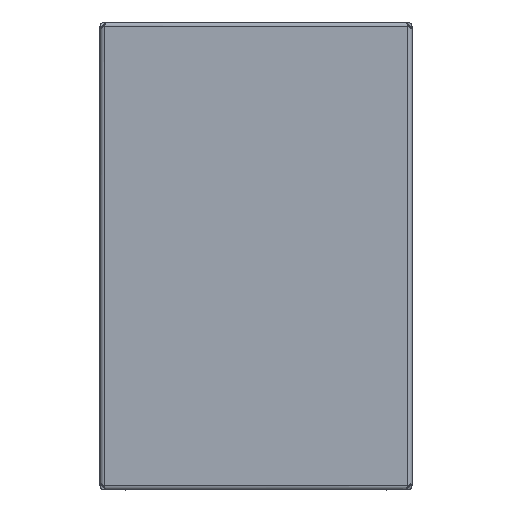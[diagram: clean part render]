
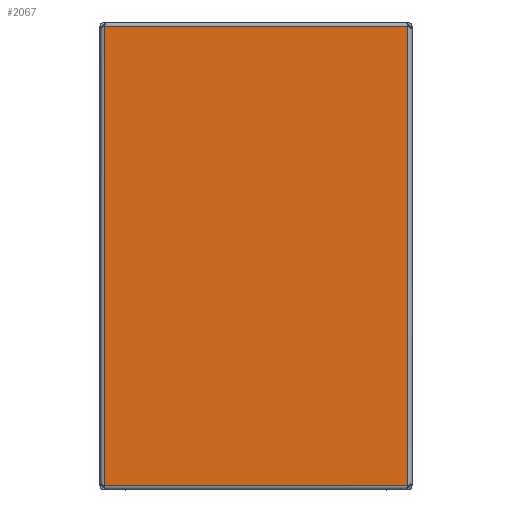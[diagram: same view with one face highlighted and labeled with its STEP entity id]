
A CAD part, front view. The second image highlights one B-rep face of the part: STEP entity #2067.
In plain terms, the highlighted planar face has unit normal (0, -1, 0).
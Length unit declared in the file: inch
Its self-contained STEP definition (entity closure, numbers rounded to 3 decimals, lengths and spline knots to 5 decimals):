
#339 = VECTOR ( 'NONE', #8866, 39.37008 ) ;
#410 = EDGE_LOOP ( 'NONE', ( #3473, #2990, #4653, #2071 ) ) ;
#710 = EDGE_CURVE ( 'NONE', #4411, #7809, #1321, .T. ) ;
#1264 = VERTEX_POINT ( 'NONE', #2266 ) ;
#1274 = VECTOR ( 'NONE', #2183, 39.37008 ) ;
#1321 = LINE ( 'NONE', #2051, #4415 ) ;
#1585 = EDGE_CURVE ( 'NONE', #1264, #4411, #6082, .T. ) ;
#1716 = DIRECTION ( 'NONE',  ( 0., -1., 0. ) ) ;
#2051 = CARTESIAN_POINT ( 'NONE',  ( 5.83352, 0., 0. ) ) ;
#2067 = ADVANCED_FACE ( 'NONE', ( #8369 ), #3089, .T. ) ;
#2071 = ORIENTED_EDGE ( 'NONE', *, *, #4633, .T. ) ;
#2183 = DIRECTION ( 'NONE',  ( 0., 0., -1. ) ) ;
#2266 = CARTESIAN_POINT ( 'NONE',  ( -5.83352, 0., -18.66504 ) ) ;
#2373 = CARTESIAN_POINT ( 'NONE',  ( -5.83352, 0., -0.99806 ) ) ;
#2374 = EDGE_CURVE ( 'NONE', #7628, #1264, #7027, .T. ) ;
#2849 = DIRECTION ( 'NONE',  ( 0., 0., -1. ) ) ;
#2990 = ORIENTED_EDGE ( 'NONE', *, *, #1585, .T. ) ;
#3089 = PLANE ( 'NONE',  #6549 ) ;
#3473 = ORIENTED_EDGE ( 'NONE', *, *, #2374, .T. ) ;
#4062 = CARTESIAN_POINT ( 'NONE',  ( -14.9548, 0., -0.99806 ) ) ;
#4411 = VERTEX_POINT ( 'NONE', #8082 ) ;
#4415 = VECTOR ( 'NONE', #6938, 39.37008 ) ;
#4633 = EDGE_CURVE ( 'NONE', #7809, #7628, #5420, .T. ) ;
#4653 = ORIENTED_EDGE ( 'NONE', *, *, #710, .T. ) ;
#4950 = CARTESIAN_POINT ( 'NONE',  ( -14.9548, 0., 0. ) ) ;
#5420 = LINE ( 'NONE', #4062, #7713 ) ;
#6082 = LINE ( 'NONE', #6184, #339 ) ;
#6184 = CARTESIAN_POINT ( 'NONE',  ( -14.9548, 0., -18.66504 ) ) ;
#6549 = AXIS2_PLACEMENT_3D ( 'NONE', #4950, #1716, #2849 ) ;
#6938 = DIRECTION ( 'NONE',  ( 0., 0., 1. ) ) ;
#7027 = LINE ( 'NONE', #7557, #1274 ) ;
#7557 = CARTESIAN_POINT ( 'NONE',  ( -5.83352, 0., 0. ) ) ;
#7570 = CARTESIAN_POINT ( 'NONE',  ( 5.83352, 0., -0.99806 ) ) ;
#7628 = VERTEX_POINT ( 'NONE', #2373 ) ;
#7713 = VECTOR ( 'NONE', #8750, 39.37008 ) ;
#7809 = VERTEX_POINT ( 'NONE', #7570 ) ;
#8082 = CARTESIAN_POINT ( 'NONE',  ( 5.83352, 0., -18.66504 ) ) ;
#8369 = FACE_OUTER_BOUND ( 'NONE', #410, .T. ) ;
#8750 = DIRECTION ( 'NONE',  ( -1., 0., 0. ) ) ;
#8866 = DIRECTION ( 'NONE',  ( 1., 0., 0. ) ) ;
